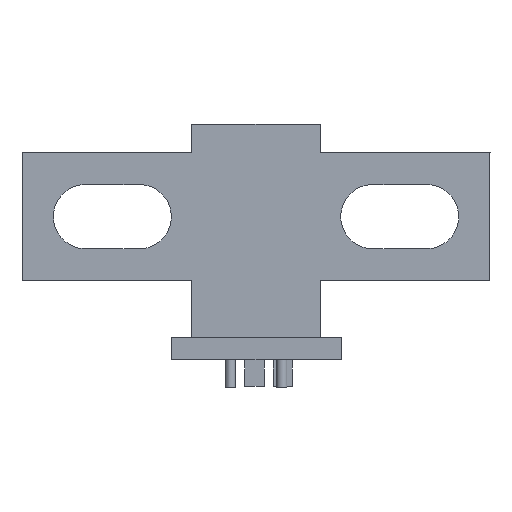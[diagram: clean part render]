
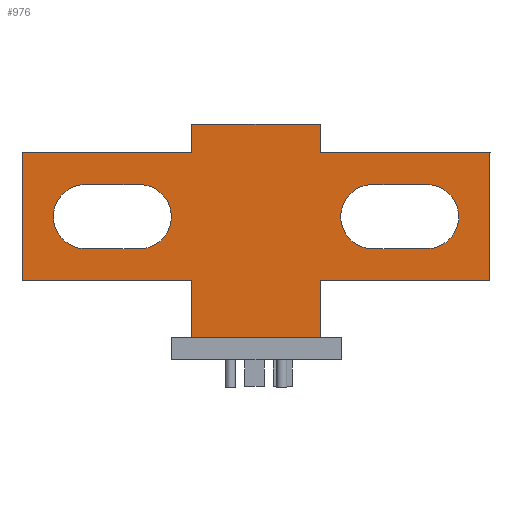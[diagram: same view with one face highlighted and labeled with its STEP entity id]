
A CAD part, left-side view. The second image highlights one B-rep face of the part: STEP entity #976.
In plain terms, the highlighted planar face has unit normal (-1, 0, 0).
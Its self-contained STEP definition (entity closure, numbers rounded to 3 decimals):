
#976 = ADVANCED_FACE('',(#977,#1075,#1120),#1165,.T.);
#977 = FACE_BOUND('',#978,.T.);
#978 = EDGE_LOOP('',(#979,#989,#997,#1005,#1013,#1021,#1029,#1037,#1045,
    #1053,#1061,#1069));
#979 = ORIENTED_EDGE('',*,*,#980,.F.);
#980 = EDGE_CURVE('',#981,#983,#985,.T.);
#981 = VERTEX_POINT('',#982);
#982 = CARTESIAN_POINT('',(25.462,105.15,
    0.));
#983 = VERTEX_POINT('',#984);
#984 = CARTESIAN_POINT('',(25.462,111.5,
    0.));
#985 = LINE('',#986,#987);
#986 = CARTESIAN_POINT('',(25.462,105.15,
    0.));
#987 = VECTOR('',#988,1.);
#988 = DIRECTION('',(0.,1.,0.));
#989 = ORIENTED_EDGE('',*,*,#990,.F.);
#990 = EDGE_CURVE('',#991,#981,#993,.T.);
#991 = VERTEX_POINT('',#992);
#992 = CARTESIAN_POINT('',(25.462,105.15,
    2.79));
#993 = LINE('',#994,#995);
#994 = CARTESIAN_POINT('',(25.462,105.15,
    2.54));
#995 = VECTOR('',#996,1.);
#996 = DIRECTION('',(0.,0.,-1.));
#997 = ORIENTED_EDGE('',*,*,#998,.T.);
#998 = EDGE_CURVE('',#991,#999,#1001,.T.);
#999 = VERTEX_POINT('',#1000);
#1000 = CARTESIAN_POINT('',(25.462,96.75,
    2.79));
#1001 = LINE('',#1002,#1003);
#1002 = CARTESIAN_POINT('',(25.462,108.325,2.79));
#1003 = VECTOR('',#1004,1.);
#1004 = DIRECTION('',(0.,-1.,0.));
#1005 = ORIENTED_EDGE('',*,*,#1006,.F.);
#1006 = EDGE_CURVE('',#1007,#999,#1009,.T.);
#1007 = VERTEX_POINT('',#1008);
#1008 = CARTESIAN_POINT('',(25.462,96.75,
    9.14));
#1009 = LINE('',#1010,#1011);
#1010 = CARTESIAN_POINT('',(25.462,96.75,
    0.));
#1011 = VECTOR('',#1012,1.);
#1012 = DIRECTION('',(0.,0.,-1.));
#1013 = ORIENTED_EDGE('',*,*,#1014,.F.);
#1014 = EDGE_CURVE('',#1015,#1007,#1017,.T.);
#1015 = VERTEX_POINT('',#1016);
#1016 = CARTESIAN_POINT('',(25.462,105.15,
    9.14));
#1017 = LINE('',#1018,#1019);
#1018 = CARTESIAN_POINT('',(25.462,108.325,9.14));
#1019 = VECTOR('',#1020,1.);
#1020 = DIRECTION('',(0.,-1.,0.));
#1021 = ORIENTED_EDGE('',*,*,#1022,.F.);
#1022 = EDGE_CURVE('',#1023,#1015,#1025,.T.);
#1023 = VERTEX_POINT('',#1024);
#1024 = CARTESIAN_POINT('',(25.462,105.15,
    10.54));
#1025 = LINE('',#1026,#1027);
#1026 = CARTESIAN_POINT('',(25.462,105.15,
    2.54));
#1027 = VECTOR('',#1028,1.);
#1028 = DIRECTION('',(0.,0.,-1.));
#1029 = ORIENTED_EDGE('',*,*,#1030,.F.);
#1030 = EDGE_CURVE('',#1031,#1023,#1033,.T.);
#1031 = VERTEX_POINT('',#1032);
#1032 = CARTESIAN_POINT('',(25.462,111.5,
    10.54));
#1033 = LINE('',#1034,#1035);
#1034 = CARTESIAN_POINT('',(25.462,111.5,
    10.54));
#1035 = VECTOR('',#1036,1.);
#1036 = DIRECTION('',(0.,-1.,0.));
#1037 = ORIENTED_EDGE('',*,*,#1038,.T.);
#1038 = EDGE_CURVE('',#1031,#1039,#1041,.T.);
#1039 = VERTEX_POINT('',#1040);
#1040 = CARTESIAN_POINT('',(25.462,111.5,
    9.14));
#1041 = LINE('',#1042,#1043);
#1042 = CARTESIAN_POINT('',(25.462,111.5,
    2.54));
#1043 = VECTOR('',#1044,1.);
#1044 = DIRECTION('',(0.,0.,-1.));
#1045 = ORIENTED_EDGE('',*,*,#1046,.F.);
#1046 = EDGE_CURVE('',#1047,#1039,#1049,.T.);
#1047 = VERTEX_POINT('',#1048);
#1048 = CARTESIAN_POINT('',(25.462,119.9,
    9.14));
#1049 = LINE('',#1050,#1051);
#1050 = CARTESIAN_POINT('',(25.462,108.325,9.14));
#1051 = VECTOR('',#1052,1.);
#1052 = DIRECTION('',(0.,-1.,0.));
#1053 = ORIENTED_EDGE('',*,*,#1054,.T.);
#1054 = EDGE_CURVE('',#1047,#1055,#1057,.T.);
#1055 = VERTEX_POINT('',#1056);
#1056 = CARTESIAN_POINT('',(25.462,119.9,
    2.79));
#1057 = LINE('',#1058,#1059);
#1058 = CARTESIAN_POINT('',(25.462,119.9,
    0.));
#1059 = VECTOR('',#1060,1.);
#1060 = DIRECTION('',(0.,0.,-1.));
#1061 = ORIENTED_EDGE('',*,*,#1062,.T.);
#1062 = EDGE_CURVE('',#1055,#1063,#1065,.T.);
#1063 = VERTEX_POINT('',#1064);
#1064 = CARTESIAN_POINT('',(25.462,111.5,
    2.79));
#1065 = LINE('',#1066,#1067);
#1066 = CARTESIAN_POINT('',(25.462,108.325,2.79));
#1067 = VECTOR('',#1068,1.);
#1068 = DIRECTION('',(0.,-1.,0.));
#1069 = ORIENTED_EDGE('',*,*,#1070,.T.);
#1070 = EDGE_CURVE('',#1063,#983,#1071,.T.);
#1071 = LINE('',#1072,#1073);
#1072 = CARTESIAN_POINT('',(25.462,111.5,
    2.54));
#1073 = VECTOR('',#1074,1.);
#1074 = DIRECTION('',(0.,0.,-1.));
#1075 = FACE_BOUND('',#1076,.T.);
#1076 = EDGE_LOOP('',(#1077,#1088,#1096,#1105,#1113));
#1077 = ORIENTED_EDGE('',*,*,#1078,.F.);
#1078 = EDGE_CURVE('',#1079,#1081,#1083,.T.);
#1079 = VERTEX_POINT('',#1080);
#1080 = CARTESIAN_POINT('',(25.462,114.101,
    4.375));
#1081 = VERTEX_POINT('',#1082);
#1082 = CARTESIAN_POINT('',(25.462,112.511,
    5.965));
#1083 = CIRCLE('',#1084,1.59);
#1084 = AXIS2_PLACEMENT_3D('',#1085,#1086,#1087);
#1085 = CARTESIAN_POINT('',(25.462,114.101,
    5.965));
#1086 = DIRECTION('',(-1.,0.,0.));
#1087 = DIRECTION('',(0.,-1.,0.));
#1088 = ORIENTED_EDGE('',*,*,#1089,.F.);
#1089 = EDGE_CURVE('',#1090,#1079,#1092,.T.);
#1090 = VERTEX_POINT('',#1091);
#1091 = CARTESIAN_POINT('',(25.462,116.761,
    4.375));
#1092 = LINE('',#1093,#1094);
#1093 = CARTESIAN_POINT('',(25.462,108.325,4.375));
#1094 = VECTOR('',#1095,1.);
#1095 = DIRECTION('',(0.,-1.,0.));
#1096 = ORIENTED_EDGE('',*,*,#1097,.F.);
#1097 = EDGE_CURVE('',#1098,#1090,#1100,.T.);
#1098 = VERTEX_POINT('',#1099);
#1099 = CARTESIAN_POINT('',(25.462,116.761,
    7.555));
#1100 = CIRCLE('',#1101,1.59);
#1101 = AXIS2_PLACEMENT_3D('',#1102,#1103,#1104);
#1102 = CARTESIAN_POINT('',(25.462,116.761,
    5.965));
#1103 = DIRECTION('',(-1.,0.,0.));
#1104 = DIRECTION('',(0.,-1.,0.));
#1105 = ORIENTED_EDGE('',*,*,#1106,.T.);
#1106 = EDGE_CURVE('',#1098,#1107,#1109,.T.);
#1107 = VERTEX_POINT('',#1108);
#1108 = CARTESIAN_POINT('',(25.462,114.101,
    7.555));
#1109 = LINE('',#1110,#1111);
#1110 = CARTESIAN_POINT('',(25.462,108.325,7.555));
#1111 = VECTOR('',#1112,1.);
#1112 = DIRECTION('',(0.,-1.,0.));
#1113 = ORIENTED_EDGE('',*,*,#1114,.F.);
#1114 = EDGE_CURVE('',#1081,#1107,#1115,.T.);
#1115 = CIRCLE('',#1116,1.59);
#1116 = AXIS2_PLACEMENT_3D('',#1117,#1118,#1119);
#1117 = CARTESIAN_POINT('',(25.462,114.101,
    5.965));
#1118 = DIRECTION('',(-1.,0.,0.));
#1119 = DIRECTION('',(0.,-1.,0.));
#1120 = FACE_BOUND('',#1121,.T.);
#1121 = EDGE_LOOP('',(#1122,#1133,#1141,#1150,#1158));
#1122 = ORIENTED_EDGE('',*,*,#1123,.F.);
#1123 = EDGE_CURVE('',#1124,#1126,#1128,.T.);
#1124 = VERTEX_POINT('',#1125);
#1125 = CARTESIAN_POINT('',(25.462,99.885,
    4.375));
#1126 = VERTEX_POINT('',#1127);
#1127 = CARTESIAN_POINT('',(25.462,98.295,
    5.965));
#1128 = CIRCLE('',#1129,1.59);
#1129 = AXIS2_PLACEMENT_3D('',#1130,#1131,#1132);
#1130 = CARTESIAN_POINT('',(25.462,99.885,
    5.965));
#1131 = DIRECTION('',(-1.,0.,0.));
#1132 = DIRECTION('',(0.,-1.,0.));
#1133 = ORIENTED_EDGE('',*,*,#1134,.F.);
#1134 = EDGE_CURVE('',#1135,#1124,#1137,.T.);
#1135 = VERTEX_POINT('',#1136);
#1136 = CARTESIAN_POINT('',(25.462,102.545,
    4.375));
#1137 = LINE('',#1138,#1139);
#1138 = CARTESIAN_POINT('',(25.462,108.325,4.375));
#1139 = VECTOR('',#1140,1.);
#1140 = DIRECTION('',(0.,-1.,0.));
#1141 = ORIENTED_EDGE('',*,*,#1142,.F.);
#1142 = EDGE_CURVE('',#1143,#1135,#1145,.T.);
#1143 = VERTEX_POINT('',#1144);
#1144 = CARTESIAN_POINT('',(25.462,102.545,
    7.555));
#1145 = CIRCLE('',#1146,1.59);
#1146 = AXIS2_PLACEMENT_3D('',#1147,#1148,#1149);
#1147 = CARTESIAN_POINT('',(25.462,102.545,
    5.965));
#1148 = DIRECTION('',(-1.,0.,0.));
#1149 = DIRECTION('',(0.,-1.,0.));
#1150 = ORIENTED_EDGE('',*,*,#1151,.T.);
#1151 = EDGE_CURVE('',#1143,#1152,#1154,.T.);
#1152 = VERTEX_POINT('',#1153);
#1153 = CARTESIAN_POINT('',(25.462,99.885,
    7.555));
#1154 = LINE('',#1155,#1156);
#1155 = CARTESIAN_POINT('',(25.462,108.325,7.555));
#1156 = VECTOR('',#1157,1.);
#1157 = DIRECTION('',(0.,-1.,0.));
#1158 = ORIENTED_EDGE('',*,*,#1159,.F.);
#1159 = EDGE_CURVE('',#1126,#1152,#1160,.T.);
#1160 = CIRCLE('',#1161,1.59);
#1161 = AXIS2_PLACEMENT_3D('',#1162,#1163,#1164);
#1162 = CARTESIAN_POINT('',(25.462,99.885,
    5.965));
#1163 = DIRECTION('',(-1.,0.,0.));
#1164 = DIRECTION('',(0.,-1.,0.));
#1165 = PLANE('',#1166);
#1166 = AXIS2_PLACEMENT_3D('',#1167,#1168,#1169);
#1167 = CARTESIAN_POINT('',(25.462,105.15,
    2.54));
#1168 = DIRECTION('',(-1.,0.,0.));
#1169 = DIRECTION('',(0.,-1.,0.));
